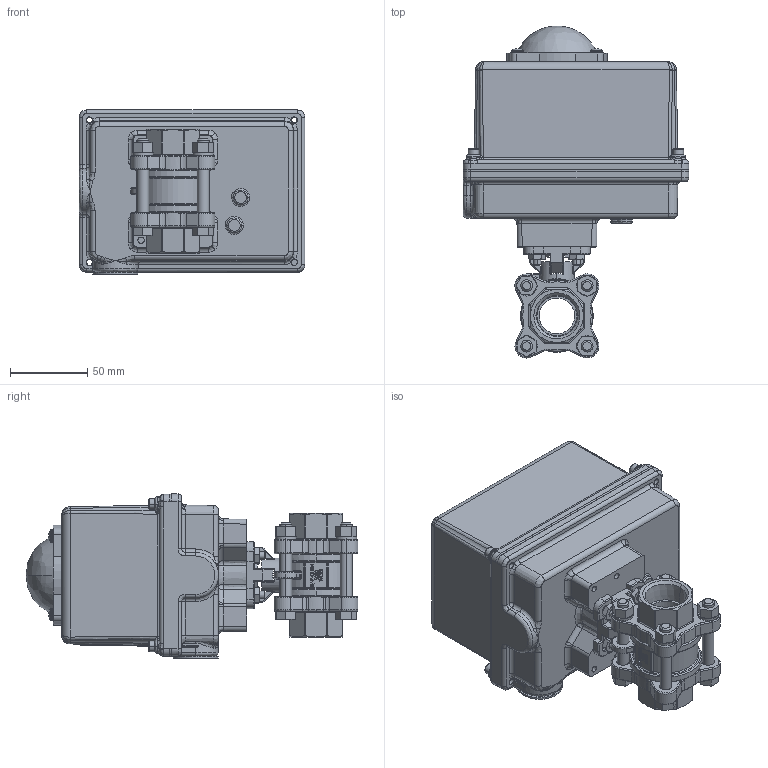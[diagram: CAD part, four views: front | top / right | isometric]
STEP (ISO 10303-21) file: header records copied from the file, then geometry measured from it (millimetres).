
FILE_DESCRIPTION (( 'STEP AP203' ), '1' );
FILE_NAME ('8700-075F_ER-1.STEP', '2017-11-20T14:14:52', ( '' ), ( '' ), 'SwSTEP 2.0', 'SolidWorks 2014', '' );
FILE_SCHEMA (( 'CONFIG_CONTROL_DESIGN' ));
Products named in the file (1): 8700-075F_ER-1
Bounding box: 146.05 x 214.86 x 106.17 mm (x, y, z)
Surface area: 114849.9 mm2 (no closed solid volume)
Topology: 0 solids, 21 shells, 1308 faces, 3930 edges, 2542 vertices
Faces by surface type: plane 409, cylinder 403, bspline 264, torus 120, cone 100, sphere 12
Entity records: 59718 total; most frequent: CARTESIAN_POINT 27680, ORIENTED_EDGE 6670, DIRECTION 6012, EDGE_CURVE 3900, VERTEX_POINT 2542, AXIS2_PLACEMENT_3D 2214, LINE 1584, VECTOR 1584
